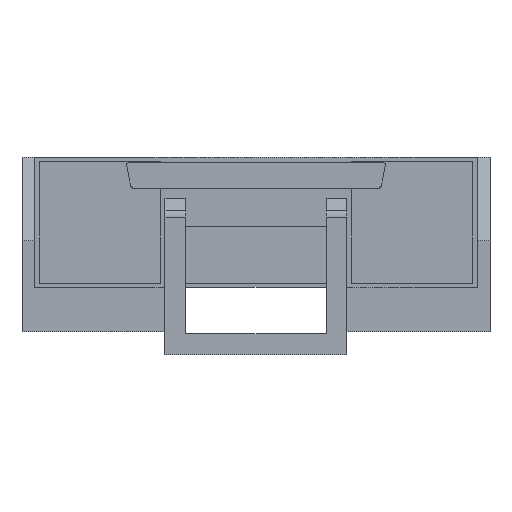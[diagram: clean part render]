
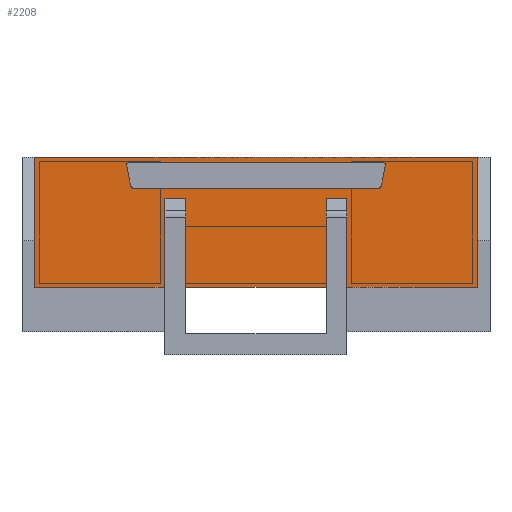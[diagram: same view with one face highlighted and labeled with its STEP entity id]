
A CAD part, front view. The second image highlights one B-rep face of the part: STEP entity #2208.
In plain terms, the highlighted planar face has unit normal (0, -1, 0).
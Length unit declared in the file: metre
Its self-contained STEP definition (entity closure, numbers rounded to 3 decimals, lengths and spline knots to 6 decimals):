
#32=CIRCLE('',#2338,0.01524);
#33=CIRCLE('',#2339,0.01524);
#34=CIRCLE('',#2340,0.01524);
#35=CIRCLE('',#2341,0.01524);
#96=ORIENTED_EDGE('',*,*,#752,.F.);
#97=ORIENTED_EDGE('',*,*,#753,.T.);
#98=ORIENTED_EDGE('',*,*,#754,.F.);
#99=ORIENTED_EDGE('',*,*,#755,.F.);
#100=ORIENTED_EDGE('',*,*,#756,.F.);
#101=ORIENTED_EDGE('',*,*,#757,.F.);
#102=ORIENTED_EDGE('',*,*,#758,.F.);
#103=ORIENTED_EDGE('',*,*,#759,.T.);
#104=ORIENTED_EDGE('',*,*,#742,.T.);
#105=ORIENTED_EDGE('',*,*,#760,.F.);
#106=ORIENTED_EDGE('',*,*,#761,.F.);
#107=ORIENTED_EDGE('',*,*,#762,.T.);
#108=ORIENTED_EDGE('',*,*,#763,.T.);
#109=ORIENTED_EDGE('',*,*,#764,.F.);
#110=ORIENTED_EDGE('',*,*,#731,.F.);
#111=ORIENTED_EDGE('',*,*,#765,.T.);
#112=ORIENTED_EDGE('',*,*,#728,.T.);
#113=ORIENTED_EDGE('',*,*,#766,.F.);
#114=ORIENTED_EDGE('',*,*,#745,.F.);
#115=ORIENTED_EDGE('',*,*,#767,.T.);
#728=EDGE_CURVE('',#1056,#1055,#1266,.T.);
#731=EDGE_CURVE('',#1058,#1059,#1269,.T.);
#742=EDGE_CURVE('',#1070,#1069,#1278,.T.);
#745=EDGE_CURVE('',#1072,#1073,#1281,.T.);
#752=EDGE_CURVE('',#1079,#1080,#32,.T.);
#753=EDGE_CURVE('',#1079,#1081,#1287,.T.);
#754=EDGE_CURVE('',#1082,#1081,#33,.T.);
#755=EDGE_CURVE('',#1083,#1082,#1288,.T.);
#756=EDGE_CURVE('',#1084,#1083,#34,.T.);
#757=EDGE_CURVE('',#1085,#1084,#1289,.T.);
#758=EDGE_CURVE('',#1086,#1085,#35,.T.);
#759=EDGE_CURVE('',#1086,#1080,#1290,.T.);
#760=EDGE_CURVE('',#1087,#1069,#1291,.T.);
#761=EDGE_CURVE('',#1088,#1087,#1292,.T.);
#762=EDGE_CURVE('',#1088,#1089,#1293,.T.);
#763=EDGE_CURVE('',#1089,#1090,#1294,.T.);
#764=EDGE_CURVE('',#1059,#1090,#1295,.T.);
#765=EDGE_CURVE('',#1058,#1056,#1296,.T.);
#766=EDGE_CURVE('',#1073,#1055,#1297,.T.);
#767=EDGE_CURVE('',#1072,#1070,#1298,.T.);
#1055=VERTEX_POINT('',#3080);
#1056=VERTEX_POINT('',#3082);
#1058=VERTEX_POINT('',#3088);
#1059=VERTEX_POINT('',#3089);
#1069=VERTEX_POINT('',#3110);
#1070=VERTEX_POINT('',#3112);
#1072=VERTEX_POINT('',#3118);
#1073=VERTEX_POINT('',#3119);
#1079=VERTEX_POINT('',#3133);
#1080=VERTEX_POINT('',#3134);
#1081=VERTEX_POINT('',#3136);
#1082=VERTEX_POINT('',#3138);
#1083=VERTEX_POINT('',#3140);
#1084=VERTEX_POINT('',#3142);
#1085=VERTEX_POINT('',#3144);
#1086=VERTEX_POINT('',#3146);
#1087=VERTEX_POINT('',#3149);
#1088=VERTEX_POINT('',#3151);
#1089=VERTEX_POINT('',#3153);
#1090=VERTEX_POINT('',#3155);
#1266=LINE('',#3081,#1579);
#1269=LINE('',#3087,#1582);
#1278=LINE('',#3111,#1591);
#1281=LINE('',#3117,#1594);
#1287=LINE('',#3135,#1600);
#1288=LINE('',#3139,#1601);
#1289=LINE('',#3143,#1602);
#1290=LINE('',#3147,#1603);
#1291=LINE('',#3148,#1604);
#1292=LINE('',#3150,#1605);
#1293=LINE('',#3152,#1606);
#1294=LINE('',#3154,#1607);
#1295=LINE('',#3156,#1608);
#1296=LINE('',#3157,#1609);
#1297=LINE('',#3158,#1610);
#1298=LINE('',#3159,#1611);
#1579=VECTOR('',#2491,1.);
#1582=VECTOR('',#2496,1.);
#1591=VECTOR('',#2511,1.);
#1594=VECTOR('',#2516,1.);
#1600=VECTOR('',#2528,1.);
#1601=VECTOR('',#2531,1.);
#1602=VECTOR('',#2534,1.);
#1603=VECTOR('',#2537,1.);
#1604=VECTOR('',#2538,1.);
#1605=VECTOR('',#2539,1.);
#1606=VECTOR('',#2540,1.);
#1607=VECTOR('',#2541,1.);
#1608=VECTOR('',#2542,1.);
#1609=VECTOR('',#2543,1.);
#1610=VECTOR('',#2544,1.);
#1611=VECTOR('',#2545,1.);
#1874=EDGE_LOOP('',(#96,#97,#98,#99,#100,#101,#102,#103));
#1875=EDGE_LOOP('',(#104,#105,#106,#107,#108,#109,#110,#111,#112,#113,#114,
#115));
#1989=FACE_BOUND('',#1874,.T.);
#1990=FACE_BOUND('',#1875,.T.);
#2104=PLANE('',#2337);
#2208=ADVANCED_FACE('',(#1989,#1990),#2104,.F.);
#2337=AXIS2_PLACEMENT_3D('',#3131,#2524,#2525);
#2338=AXIS2_PLACEMENT_3D('',#3132,#2526,#2527);
#2339=AXIS2_PLACEMENT_3D('',#3137,#2529,#2530);
#2340=AXIS2_PLACEMENT_3D('',#3141,#2532,#2533);
#2341=AXIS2_PLACEMENT_3D('',#3145,#2535,#2536);
#2491=DIRECTION('',(0.,0.,-1.));
#2496=DIRECTION('',(0.,0.,-1.));
#2511=DIRECTION('',(0.,0.,-1.));
#2516=DIRECTION('',(0.,0.,-1.));
#2524=DIRECTION('',(0.,1.,0.));
#2525=DIRECTION('',(0.,0.,1.));
#2526=DIRECTION('',(0.,-1.,0.));
#2527=DIRECTION('',(0.,0.,1.));
#2528=DIRECTION('',(1.,0.,0.));
#2529=DIRECTION('',(0.,-1.,0.));
#2530=DIRECTION('',(0.98,0.,-0.2));
#2531=DIRECTION('',(0.2,0.,0.98));
#2532=DIRECTION('',(0.,-1.,0.));
#2533=DIRECTION('',(0.,0.,-1.));
#2534=DIRECTION('',(1.,0.,0.));
#2535=DIRECTION('',(0.,-1.,0.));
#2536=DIRECTION('',(-0.98,0.,-0.2));
#2537=DIRECTION('',(-0.2,0.,0.98));
#2538=DIRECTION('',(-1.,0.,0.));
#2539=DIRECTION('',(0.,0.,-1.));
#2540=DIRECTION('',(-1.,0.,0.));
#2541=DIRECTION('',(0.,0.,-1.));
#2542=DIRECTION('',(-1.,0.,0.));
#2543=DIRECTION('',(1.,0.,0.));
#2544=DIRECTION('',(-1.,0.,0.));
#2545=DIRECTION('',(1.,0.,0.));
#3080=CARTESIAN_POINT('',(-0.41148,-6.294358,-2.063749));
#3081=CARTESIAN_POINT('',(-0.41148,-6.294358,-2.016322));
#3082=CARTESIAN_POINT('',(-0.41148,-6.294358,-1.54251));
#3087=CARTESIAN_POINT('',(-0.5334,-6.294358,-1.978314));
#3088=CARTESIAN_POINT('',(-0.5334,-6.294358,-1.54251));
#3089=CARTESIAN_POINT('',(-0.5334,-6.294358,-2.063749));
#3110=CARTESIAN_POINT('',(0.5334,-6.294358,-2.063749));
#3111=CARTESIAN_POINT('',(0.5334,-6.294358,-1.880524));
#3112=CARTESIAN_POINT('',(0.5334,-6.294358,-1.54251));
#3117=CARTESIAN_POINT('',(0.41148,-6.294358,-1.907613));
#3118=CARTESIAN_POINT('',(0.41148,-6.294358,-1.54251));
#3119=CARTESIAN_POINT('',(0.41148,-6.294358,-2.063749));
#3131=CARTESIAN_POINT('',(1.2954,-6.294358,-1.435185));
#3132=CARTESIAN_POINT('',(-0.743335,-6.294358,-1.347469));
#3133=CARTESIAN_POINT('',(-0.743335,-6.294358,-1.332229));
#3134=CARTESIAN_POINT('',(-0.758267,-6.294358,-1.350517));
#3135=CARTESIAN_POINT('',(0.003076,-6.294358,-1.332229));
#3136=CARTESIAN_POINT('',(0.743335,-6.294358,-1.332229));
#3137=CARTESIAN_POINT('',(0.743335,-6.294358,-1.347469));
#3138=CARTESIAN_POINT('',(0.758267,-6.294358,-1.350517));
#3139=CARTESIAN_POINT('',(0.767964,-6.294358,-1.303011));
#3140=CARTESIAN_POINT('',(0.734009,-6.294358,-1.469358));
#3141=CARTESIAN_POINT('',(0.719077,-6.294358,-1.46631));
#3142=CARTESIAN_POINT('',(0.719077,-6.294358,-1.48155));
#3143=CARTESIAN_POINT('',(0.304236,-6.294358,-1.48155));
#3144=CARTESIAN_POINT('',(-0.719077,-6.294358,-1.48155));
#3145=CARTESIAN_POINT('',(-0.719077,-6.294358,-1.46631));
#3146=CARTESIAN_POINT('',(-0.734009,-6.294358,-1.469358));
#3147=CARTESIAN_POINT('',(-0.712643,-6.294358,-1.574028));
#3148=CARTESIAN_POINT('',(1.2954,-6.294358,-2.063749));
#3149=CARTESIAN_POINT('',(1.2954,-6.294358,-2.063749));
#3150=CARTESIAN_POINT('',(1.2954,-6.294358,-1.435185));
#3151=CARTESIAN_POINT('',(1.2954,-6.294358,-1.301749));
#3152=CARTESIAN_POINT('',(1.2954,-6.294358,-1.301749));
#3153=CARTESIAN_POINT('',(-1.2954,-6.294358,-1.301749));
#3154=CARTESIAN_POINT('',(-1.2954,-6.294358,-1.435185));
#3155=CARTESIAN_POINT('',(-1.2954,-6.294358,-2.063749));
#3156=CARTESIAN_POINT('',(1.2954,-6.294358,-2.063749));
#3157=CARTESIAN_POINT('',(0.,-6.294358,-1.54251));
#3158=CARTESIAN_POINT('',(1.2954,-6.294358,-2.063749));
#3159=CARTESIAN_POINT('',(0.,-6.294358,-1.54251));
